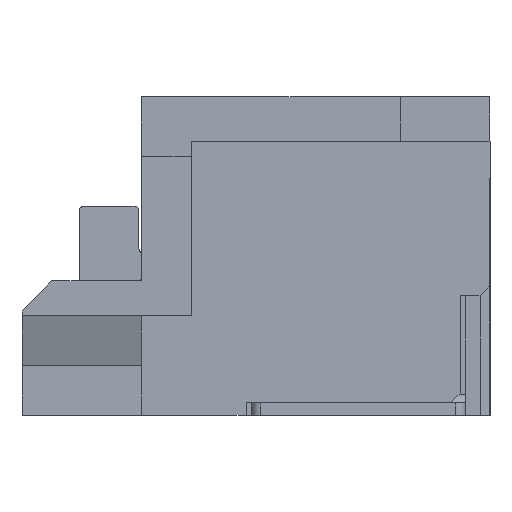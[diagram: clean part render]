
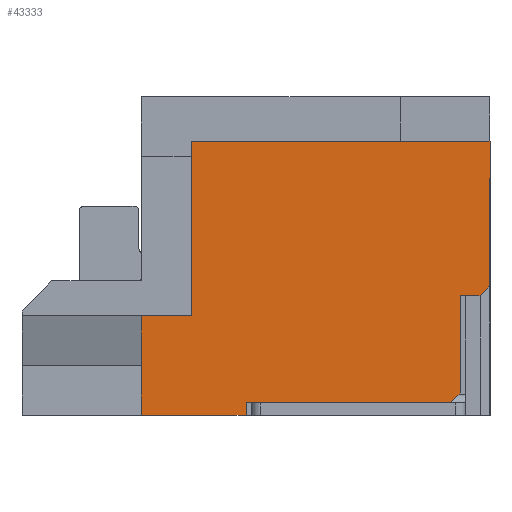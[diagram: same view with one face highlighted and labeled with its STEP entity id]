
A CAD part, left-side view. The second image highlights one B-rep face of the part: STEP entity #43333.
In plain terms, the highlighted planar face has unit normal (-1, 0, 0).
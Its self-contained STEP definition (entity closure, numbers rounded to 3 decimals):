
#447 = ORIENTED_EDGE ( 'NONE', *, *, #50615, .T. ) ;
#777 = CARTESIAN_POINT ( 'NONE',  ( -29., 4.7, 6.4 ) ) ;
#841 = VERTEX_POINT ( 'NONE', #54132 ) ;
#1055 = CARTESIAN_POINT ( 'NONE',  ( -29., 1.3, 5.5 ) ) ;
#1345 = VECTOR ( 'NONE', #31644, 1000. ) ;
#2099 = EDGE_LOOP ( 'NONE', ( #41873, #2382, #3528, #18358, #29448, #447, #46805, #2709, #27873, #9183, #55129, #2296, #32531 ) ) ;
#2296 = ORIENTED_EDGE ( 'NONE', *, *, #4341, .T. ) ;
#2382 = ORIENTED_EDGE ( 'NONE', *, *, #8982, .T. ) ;
#2709 = ORIENTED_EDGE ( 'NONE', *, *, #3051, .T. ) ;
#3051 = EDGE_CURVE ( 'NONE', #11569, #36428, #11383, .T. ) ;
#3525 = DIRECTION ( 'NONE',  ( 0., 0., 1. ) ) ;
#3528 = ORIENTED_EDGE ( 'NONE', *, *, #3703, .T. ) ;
#3703 = EDGE_CURVE ( 'NONE', #7589, #42838, #17327, .T. ) ;
#4096 = CARTESIAN_POINT ( 'NONE',  ( -29., 2.3, 6.4 ) ) ;
#4341 = EDGE_CURVE ( 'NONE', #34718, #30609, #41958, .T. ) ;
#4951 = VERTEX_POINT ( 'NONE', #21608 ) ;
#6644 = VECTOR ( 'NONE', #3525, 1000. ) ;
#7589 = VERTEX_POINT ( 'NONE', #49369 ) ;
#7891 = VECTOR ( 'NONE', #26868, 1000. ) ;
#8286 = CARTESIAN_POINT ( 'NONE',  ( -29., -4.7, 2.6 ) ) ;
#8982 = EDGE_CURVE ( 'NONE', #51972, #7589, #16690, .T. ) ;
#9183 = ORIENTED_EDGE ( 'NONE', *, *, #24841, .T. ) ;
#9329 = CARTESIAN_POINT ( 'NONE',  ( -29., -4.1, 2.4 ) ) ;
#10126 = LINE ( 'NONE', #45471, #1345 ) ;
#10780 = DIRECTION ( 'NONE',  ( 0., -1., 0. ) ) ;
#10806 = DIRECTION ( 'NONE',  ( 0., 0., 1. ) ) ;
#11365 = VECTOR ( 'NONE', #49717, 1000. ) ;
#11383 = LINE ( 'NONE', #33192, #51199 ) ;
#11569 = VERTEX_POINT ( 'NONE', #29033 ) ;
#15178 = LINE ( 'NONE', #46111, #11365 ) ;
#16690 = LINE ( 'NONE', #4096, #28339 ) ;
#16850 = DIRECTION ( 'NONE',  ( 0., 1., 0. ) ) ;
#17327 = LINE ( 'NONE', #17603, #32639 ) ;
#17603 = CARTESIAN_POINT ( 'NONE',  ( -29., 2.3, 1. ) ) ;
#17804 = DIRECTION ( 'NONE',  ( 1., 0., 0. ) ) ;
#18021 = DIRECTION ( 'NONE',  ( 0., -1., 0. ) ) ;
#18358 = ORIENTED_EDGE ( 'NONE', *, *, #36892, .T. ) ;
#18394 = CARTESIAN_POINT ( 'NONE',  ( -29., 1.3, 5.2 ) ) ;
#19258 = VECTOR ( 'NONE', #34419, 1000. ) ;
#20064 = EDGE_CURVE ( 'NONE', #34718, #24324, #42392, .T. ) ;
#20501 = VERTEX_POINT ( 'NONE', #31631 ) ;
#20758 = LINE ( 'NONE', #46949, #19258 ) ;
#21608 = CARTESIAN_POINT ( 'NONE',  ( -29., 1.3, 2. ) ) ;
#21803 = EDGE_CURVE ( 'NONE', #4951, #30609, #53206, .T. ) ;
#24324 = VERTEX_POINT ( 'NONE', #8286 ) ;
#24841 = EDGE_CURVE ( 'NONE', #28255, #24324, #20758, .T. ) ;
#25304 = VERTEX_POINT ( 'NONE', #45048 ) ;
#26019 = VECTOR ( 'NONE', #10806, 1000. ) ;
#26260 = CARTESIAN_POINT ( 'NONE',  ( -29., -4.1, 2.4 ) ) ;
#26364 = EDGE_CURVE ( 'NONE', #841, #11569, #33136, .T. ) ;
#26868 = DIRECTION ( 'NONE',  ( 0., -0.707, 0.707 ) ) ;
#27626 = EDGE_CURVE ( 'NONE', #4951, #51972, #10126, .T. ) ;
#27873 = ORIENTED_EDGE ( 'NONE', *, *, #44754, .T. ) ;
#28255 = VERTEX_POINT ( 'NONE', #35886 ) ;
#28339 = VECTOR ( 'NONE', #29814, 1000. ) ;
#28945 = CARTESIAN_POINT ( 'NONE',  ( -29., -3.9, 0.25 ) ) ;
#28956 = CARTESIAN_POINT ( 'NONE',  ( -29., 0.2, 0.25 ) ) ;
#29033 = CARTESIAN_POINT ( 'NONE',  ( -29., -4.1, 0.45 ) ) ;
#29448 = ORIENTED_EDGE ( 'NONE', *, *, #46725, .T. ) ;
#29814 = DIRECTION ( 'NONE',  ( 0., 0., -1. ) ) ;
#29909 = DIRECTION ( 'NONE',  ( 0., 0., -1. ) ) ;
#30433 = VECTOR ( 'NONE', #16850, 1000. ) ;
#30609 = VERTEX_POINT ( 'NONE', #1055 ) ;
#30652 = PLANE ( 'NONE',  #41960 ) ;
#31631 = CARTESIAN_POINT ( 'NONE',  ( -29., 0.2, 0. ) ) ;
#31644 = DIRECTION ( 'NONE',  ( 0., 1., 0. ) ) ;
#32021 = LINE ( 'NONE', #49002, #44985 ) ;
#32531 = ORIENTED_EDGE ( 'NONE', *, *, #21803, .F. ) ;
#32639 = VECTOR ( 'NONE', #29909, 1000. ) ;
#33136 = LINE ( 'NONE', #28945, #7891 ) ;
#33192 = CARTESIAN_POINT ( 'NONE',  ( -29., -4.1, 2.4 ) ) ;
#34016 = DIRECTION ( 'NONE',  ( 0., 0., -1. ) ) ;
#34419 = DIRECTION ( 'NONE',  ( 0., -0.707, 0.707 ) ) ;
#34718 = VERTEX_POINT ( 'NONE', #47753 ) ;
#34830 = DIRECTION ( 'NONE',  ( 0., 0., -1. ) ) ;
#35886 = CARTESIAN_POINT ( 'NONE',  ( -29., -4.5, 2.4 ) ) ;
#36428 = VERTEX_POINT ( 'NONE', #26260 ) ;
#36892 = EDGE_CURVE ( 'NONE', #42838, #20501, #15178, .T. ) ;
#39031 = FACE_OUTER_BOUND ( 'NONE', #2099, .T. ) ;
#40676 = VECTOR ( 'NONE', #34016, 1000. ) ;
#41705 = CARTESIAN_POINT ( 'NONE',  ( -29., 4.7, 5.5 ) ) ;
#41873 = ORIENTED_EDGE ( 'NONE', *, *, #27626, .T. ) ;
#41958 = LINE ( 'NONE', #41705, #30433 ) ;
#41960 = AXIS2_PLACEMENT_3D ( 'NONE', #777, #17804, #34830 ) ;
#42392 = LINE ( 'NONE', #54620, #40676 ) ;
#42838 = VERTEX_POINT ( 'NONE', #44709 ) ;
#43044 = VECTOR ( 'NONE', #18021, 1000. ) ;
#43333 = ADVANCED_FACE ( 'NONE', ( #39031 ), #30652, .F. ) ;
#43412 = LINE ( 'NONE', #9329, #43044 ) ;
#44709 = CARTESIAN_POINT ( 'NONE',  ( -29., 2.3, 0. ) ) ;
#44754 = EDGE_CURVE ( 'NONE', #36428, #28255, #43412, .T. ) ;
#44985 = VECTOR ( 'NONE', #10780, 1000. ) ;
#45048 = CARTESIAN_POINT ( 'NONE',  ( -29., 0.2, 0.25 ) ) ;
#45471 = CARTESIAN_POINT ( 'NONE',  ( -29., 1.3, 2. ) ) ;
#45994 = DIRECTION ( 'NONE',  ( 0., 0., 1. ) ) ;
#46111 = CARTESIAN_POINT ( 'NONE',  ( -29., 4.7, 0. ) ) ;
#46725 = EDGE_CURVE ( 'NONE', #20501, #25304, #54287, .T. ) ;
#46805 = ORIENTED_EDGE ( 'NONE', *, *, #26364, .T. ) ;
#46949 = CARTESIAN_POINT ( 'NONE',  ( -29., -4.7, 2.6 ) ) ;
#47753 = CARTESIAN_POINT ( 'NONE',  ( -29., -4.7, 5.5 ) ) ;
#49002 = CARTESIAN_POINT ( 'NONE',  ( -29., 0.2, 0.25 ) ) ;
#49369 = CARTESIAN_POINT ( 'NONE',  ( -29., 2.3, 1. ) ) ;
#49717 = DIRECTION ( 'NONE',  ( 0., -1., 0. ) ) ;
#50615 = EDGE_CURVE ( 'NONE', #25304, #841, #32021, .T. ) ;
#50798 = CARTESIAN_POINT ( 'NONE',  ( -29., 2.3, 2. ) ) ;
#51199 = VECTOR ( 'NONE', #45994, 1000. ) ;
#51972 = VERTEX_POINT ( 'NONE', #50798 ) ;
#53206 = LINE ( 'NONE', #18394, #26019 ) ;
#54132 = CARTESIAN_POINT ( 'NONE',  ( -29., -3.9, 0.25 ) ) ;
#54287 = LINE ( 'NONE', #28956, #6644 ) ;
#54620 = CARTESIAN_POINT ( 'NONE',  ( -29., -4.7, 6.4 ) ) ;
#55129 = ORIENTED_EDGE ( 'NONE', *, *, #20064, .F. ) ;
